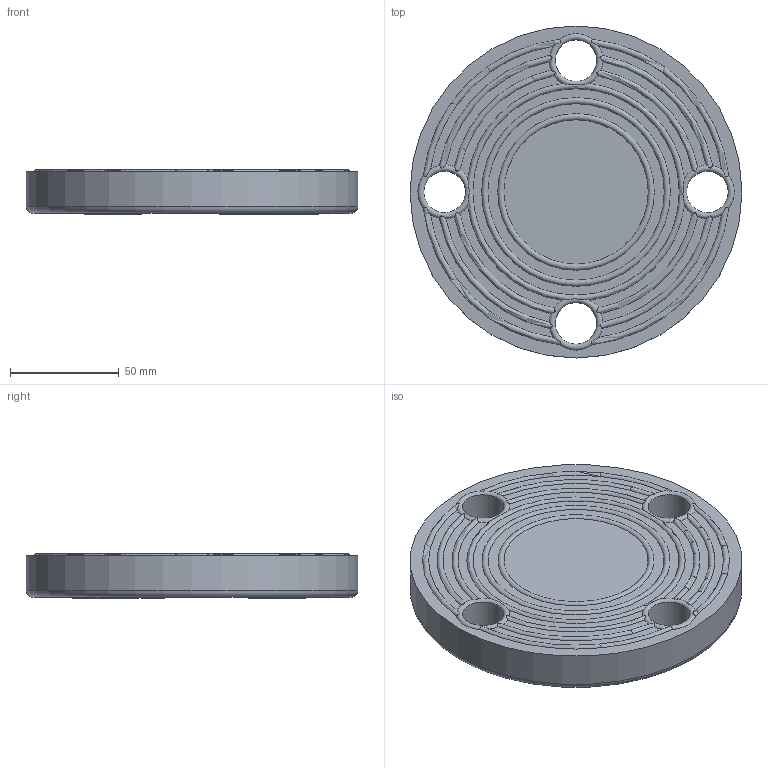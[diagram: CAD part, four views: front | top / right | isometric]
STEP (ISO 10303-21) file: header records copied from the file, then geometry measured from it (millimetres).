
FILE_DESCRIPTION(/* description */ ('2" ANSI BLIND FLANGE'),/* implementation_level */ '2;1');
FILE_NAME(/* name */ 'AFB200.stp',/* time_stamp */ '2023-08-30T10:08:03-04:00',/* author */ ('ssonawan'),/* organization */ (''),/* preprocessor_version */ 'ST-DEVELOPER v18.1',/* originating_system */ 'Autodesk Inventor 2022',/* authorisation */ '');
FILE_SCHEMA (('AUTOMOTIVE_DESIGN { 1 0 10303 214 3 1 1 }'));
Length unit declared in the file: inch
Products named in the file (2): AFB200; AFB200UD
Assembly tree (1 placements, depth 2):
  AFB200
    AFB200UD
Bounding box: 152.4 x 152.4 x 20.45 mm (x, y, z)
Volume: 328401.6 mm3; surface area: 49028.7 mm2
Topology: 1 solids, 1 shells, 525 faces, 1442 edges, 969 vertices
Faces by surface type: plane 327, bspline 173, torus 20, cylinder 5
Full cylindrical faces by diameter (mm): 19.05 x4, 152.4 x1
Entity records: 17982 total; most frequent: CARTESIAN_POINT 5735, ORIENTED_EDGE 2884, DIRECTION 1833, EDGE_CURVE 1442, VERTEX_POINT 969, LINE 955, VECTOR 955, EDGE_LOOP 583
